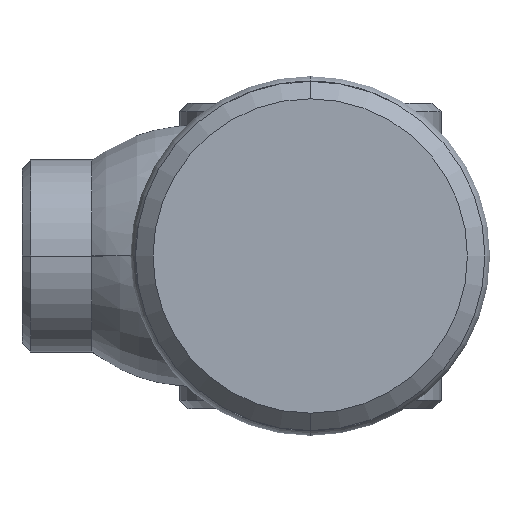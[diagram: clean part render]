
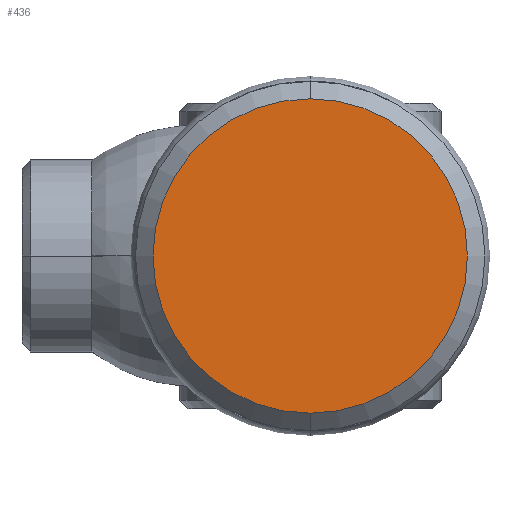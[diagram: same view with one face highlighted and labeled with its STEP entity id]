
A CAD part, left-side view. The second image highlights one B-rep face of the part: STEP entity #436.
In plain terms, the highlighted planar face has unit normal (-1, 0, 0).
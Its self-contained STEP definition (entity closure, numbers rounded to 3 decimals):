
#107 = DIRECTION ( 'NONE',  ( -1., 0., 0. ) ) ;
#109 = FACE_OUTER_BOUND ( 'NONE', #3125, .T. ) ;
#187 = DIRECTION ( 'NONE',  ( 0., 0., 1. ) ) ;
#318 = CIRCLE ( 'NONE', #2189, 18. ) ;
#436 = ADVANCED_FACE ( 'NONE', ( #109 ), #761, .F. ) ;
#761 = PLANE ( 'NONE',  #2174 ) ;
#797 = VERTEX_POINT ( 'NONE', #928 ) ;
#919 = CARTESIAN_POINT ( 'NONE',  ( -32., 18., 0. ) ) ;
#925 = ORIENTED_EDGE ( 'NONE', *, *, #1853, .T. ) ;
#928 = CARTESIAN_POINT ( 'NONE',  ( -32., 0., 18. ) ) ;
#1154 = DIRECTION ( 'NONE',  ( 0., 0., 1. ) ) ;
#1202 = DIRECTION ( 'NONE',  ( 0., 0., -1. ) ) ;
#1255 = CIRCLE ( 'NONE', #2181, 18. ) ;
#1657 = ORIENTED_EDGE ( 'NONE', *, *, #2811, .T. ) ;
#1745 = VERTEX_POINT ( 'NONE', #2402 ) ;
#1853 = EDGE_CURVE ( 'NONE', #1745, #797, #318, .T. ) ;
#1993 = CARTESIAN_POINT ( 'NONE',  ( -32., 0., 0. ) ) ;
#2024 = DIRECTION ( 'NONE',  ( 1., 0., 0. ) ) ;
#2174 = AXIS2_PLACEMENT_3D ( 'NONE', #919, #2024, #1202 ) ;
#2181 = AXIS2_PLACEMENT_3D ( 'NONE', #1993, #107, #1154 ) ;
#2189 = AXIS2_PLACEMENT_3D ( 'NONE', #2904, #3169, #187 ) ;
#2402 = CARTESIAN_POINT ( 'NONE',  ( -32., 0., -18. ) ) ;
#2811 = EDGE_CURVE ( 'NONE', #797, #1745, #1255, .T. ) ;
#2904 = CARTESIAN_POINT ( 'NONE',  ( -32., 0., 0. ) ) ;
#3125 = EDGE_LOOP ( 'NONE', ( #925, #1657 ) ) ;
#3169 = DIRECTION ( 'NONE',  ( -1., 0., 0. ) ) ;
